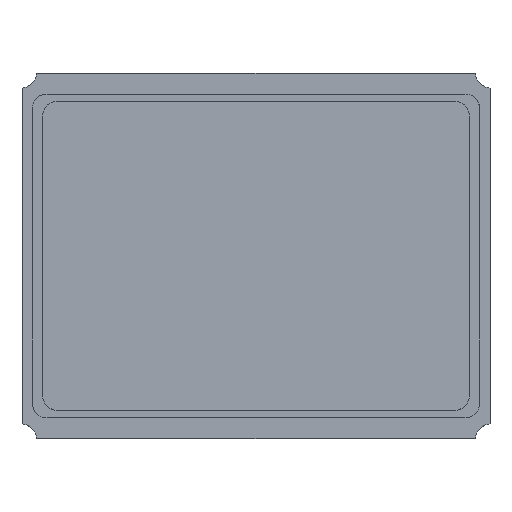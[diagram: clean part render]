
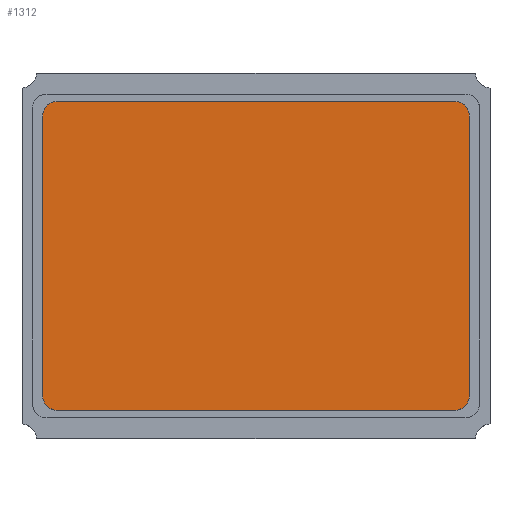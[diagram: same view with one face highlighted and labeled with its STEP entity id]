
A CAD part, top view. The second image highlights one B-rep face of the part: STEP entity #1312.
In plain terms, the highlighted planar face has unit normal (0, 0, 1).
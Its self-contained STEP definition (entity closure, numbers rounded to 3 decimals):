
#1121 = VERTEX_POINT('',#1122);
#1122 = CARTESIAN_POINT('',(1.45,0.95,0.75));
#1130 = VERTEX_POINT('',#1131);
#1131 = CARTESIAN_POINT('',(1.35,1.05,0.75));
#1137 = EDGE_CURVE('',#1130,#1121,#1138,.T.);
#1138 = CIRCLE('',#1139,0.1);
#1139 = AXIS2_PLACEMENT_3D('',#1140,#1141,#1142);
#1140 = CARTESIAN_POINT('',(1.35,0.95,0.75));
#1141 = DIRECTION('',(0.,0.,-1.));
#1142 = DIRECTION('',(1.,0.,0.));
#1155 = VERTEX_POINT('',#1156);
#1156 = CARTESIAN_POINT('',(-1.35,1.05,0.75));
#1162 = EDGE_CURVE('',#1155,#1130,#1163,.T.);
#1163 = LINE('',#1164,#1165);
#1164 = CARTESIAN_POINT('',(-1.35,1.05,0.75));
#1165 = VECTOR('',#1166,1.);
#1166 = DIRECTION('',(1.,0.,0.));
#1179 = VERTEX_POINT('',#1180);
#1180 = CARTESIAN_POINT('',(-1.45,0.95,0.75));
#1186 = EDGE_CURVE('',#1179,#1155,#1187,.T.);
#1187 = CIRCLE('',#1188,0.1);
#1188 = AXIS2_PLACEMENT_3D('',#1189,#1190,#1191);
#1189 = CARTESIAN_POINT('',(-1.35,0.95,0.75));
#1190 = DIRECTION('',(0.,0.,-1.));
#1191 = DIRECTION('',(1.,0.,0.));
#1203 = VERTEX_POINT('',#1204);
#1204 = CARTESIAN_POINT('',(-1.45,-0.95,0.75));
#1210 = EDGE_CURVE('',#1203,#1179,#1211,.T.);
#1211 = LINE('',#1212,#1213);
#1212 = CARTESIAN_POINT('',(-1.45,-0.95,0.75));
#1213 = VECTOR('',#1214,1.);
#1214 = DIRECTION('',(0.,1.,0.));
#1227 = VERTEX_POINT('',#1228);
#1228 = CARTESIAN_POINT('',(-1.35,-1.05,0.75));
#1234 = EDGE_CURVE('',#1227,#1203,#1235,.T.);
#1235 = CIRCLE('',#1236,0.1);
#1236 = AXIS2_PLACEMENT_3D('',#1237,#1238,#1239);
#1237 = CARTESIAN_POINT('',(-1.35,-0.95,0.75));
#1238 = DIRECTION('',(0.,0.,-1.));
#1239 = DIRECTION('',(-1.,0.,0.));
#1253 = VERTEX_POINT('',#1254);
#1254 = CARTESIAN_POINT('',(1.35,-1.05,0.75));
#1260 = EDGE_CURVE('',#1253,#1227,#1261,.T.);
#1261 = LINE('',#1262,#1263);
#1262 = CARTESIAN_POINT('',(1.35,-1.05,0.75));
#1263 = VECTOR('',#1264,1.);
#1264 = DIRECTION('',(-1.,0.,0.));
#1277 = VERTEX_POINT('',#1278);
#1278 = CARTESIAN_POINT('',(1.45,-0.95,0.75));
#1284 = EDGE_CURVE('',#1277,#1253,#1285,.T.);
#1285 = CIRCLE('',#1286,0.1);
#1286 = AXIS2_PLACEMENT_3D('',#1287,#1288,#1289);
#1287 = CARTESIAN_POINT('',(1.35,-0.95,0.75));
#1288 = DIRECTION('',(0.,0.,-1.));
#1289 = DIRECTION('',(1.,0.,0.));
#1299 = EDGE_CURVE('',#1121,#1277,#1300,.T.);
#1300 = LINE('',#1301,#1302);
#1301 = CARTESIAN_POINT('',(1.45,0.95,0.75));
#1302 = VECTOR('',#1303,1.);
#1303 = DIRECTION('',(0.,-1.,0.));
#1312 = ADVANCED_FACE('',(#1313),#1323,.T.);
#1313 = FACE_BOUND('',#1314,.T.);
#1314 = EDGE_LOOP('',(#1315,#1316,#1317,#1318,#1319,#1320,#1321,#1322));
#1315 = ORIENTED_EDGE('',*,*,#1234,.F.);
#1316 = ORIENTED_EDGE('',*,*,#1260,.F.);
#1317 = ORIENTED_EDGE('',*,*,#1284,.F.);
#1318 = ORIENTED_EDGE('',*,*,#1299,.F.);
#1319 = ORIENTED_EDGE('',*,*,#1137,.F.);
#1320 = ORIENTED_EDGE('',*,*,#1162,.F.);
#1321 = ORIENTED_EDGE('',*,*,#1186,.F.);
#1322 = ORIENTED_EDGE('',*,*,#1210,.F.);
#1323 = PLANE('',#1324);
#1324 = AXIS2_PLACEMENT_3D('',#1325,#1326,#1327);
#1325 = CARTESIAN_POINT('',(-1.45,-1.05,0.75));
#1326 = DIRECTION('',(0.,0.,1.));
#1327 = DIRECTION('',(1.,0.,0.));
